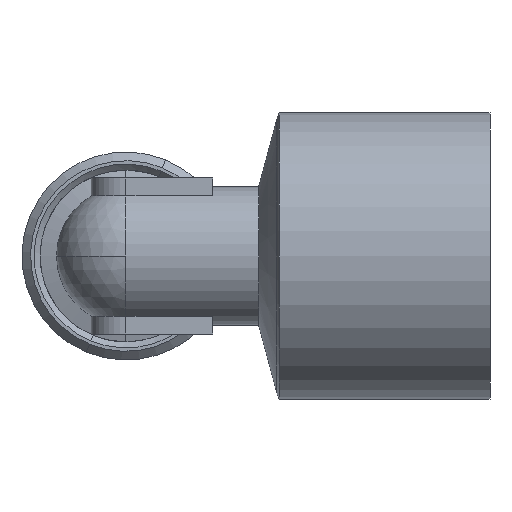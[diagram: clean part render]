
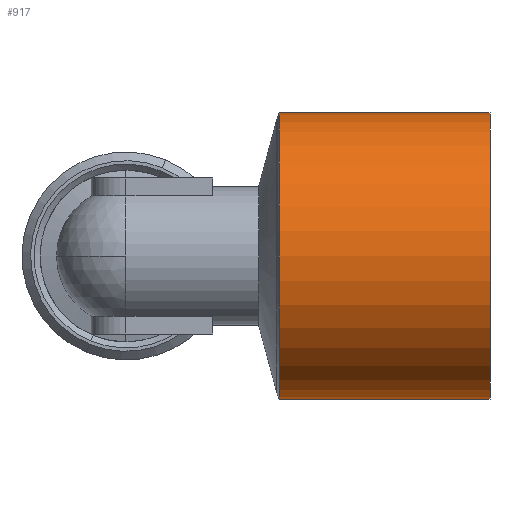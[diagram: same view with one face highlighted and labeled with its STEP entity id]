
A CAD part, left-side view. The second image highlights one B-rep face of the part: STEP entity #917.
In plain terms, the highlighted cylindrical face has radius 8.25 mm (diameter 16.5 mm), a partial arc.
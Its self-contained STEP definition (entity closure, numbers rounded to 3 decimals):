
#29 = CARTESIAN_POINT ( 'NONE',  ( 0., 16.948, -8.25 ) ) ;
#30 = DIRECTION ( 'NONE',  ( 0., 1., 0. ) ) ;
#31 = CARTESIAN_POINT ( 'NONE',  ( 0., 16.948, 8.25 ) ) ;
#34 = DIRECTION ( 'NONE',  ( 0., 1., 0. ) ) ;
#160 = ORIENTED_EDGE ( 'NONE', *, *, #311, .F. ) ;
#161 = ORIENTED_EDGE ( 'NONE', *, *, #1860, .T. ) ;
#162 = ORIENTED_EDGE ( 'NONE', *, *, #313, .T. ) ;
#163 = ORIENTED_EDGE ( 'NONE', *, *, #358, .T. ) ;
#179 = EDGE_LOOP ( 'NONE', ( #160, #161, #162, #163 ) ) ;
#311 = EDGE_CURVE ( 'NONE', #553, #543, #656, .T. ) ;
#313 = EDGE_CURVE ( 'NONE', #545, #542, #661, .T. ) ;
#358 = EDGE_CURVE ( 'NONE', #542, #543, #722, .T. ) ;
#542 = VERTEX_POINT ( 'NONE', #2341 ) ;
#543 = VERTEX_POINT ( 'NONE', #2382 ) ;
#545 = VERTEX_POINT ( 'NONE', #2384 ) ;
#553 = VERTEX_POINT ( 'NONE', #2392 ) ;
#656 = LINE ( 'NONE', #29, #660 ) ;
#660 = VECTOR ( 'NONE', #34, 1000. ) ;
#661 = LINE ( 'NONE', #31, #663 ) ;
#663 = VECTOR ( 'NONE', #30, 1000. ) ;
#722 = CIRCLE ( 'NONE', #1911, 8.25 ) ;
#841 = AXIS2_PLACEMENT_3D ( 'NONE', #1160, #1161, #1162 ) ;
#917 = ADVANCED_FACE ( 'NONE', ( #2030 ), #2038, .T. ) ;
#1160 = CARTESIAN_POINT ( 'NONE',  ( 0., 1., 0. ) ) ;
#1161 = DIRECTION ( 'NONE',  ( 0., 1., 0. ) ) ;
#1162 = DIRECTION ( 'NONE',  ( 0., 0., 1. ) ) ;
#1439 = DIRECTION ( 'NONE',  ( 0., 0., 1. ) ) ;
#1440 = CARTESIAN_POINT ( 'NONE',  ( 0., 16.948, 0. ) ) ;
#1441 = DIRECTION ( 'NONE',  ( 0., 1., 0. ) ) ;
#1747 = AXIS2_PLACEMENT_3D ( 'NONE', #1440, #1441, #1439 ) ;
#1860 = EDGE_CURVE ( 'NONE', #553, #545, #1997, .T. ) ;
#1911 = AXIS2_PLACEMENT_3D ( 'NONE', #2308, #2309, #2310 ) ;
#1997 = CIRCLE ( 'NONE', #841, 8.25 ) ;
#2030 = FACE_OUTER_BOUND ( 'NONE', #179, .T. ) ;
#2038 = CYLINDRICAL_SURFACE ( 'NONE', #1747, 8.25 ) ;
#2308 = CARTESIAN_POINT ( 'NONE',  ( 0., 13.148, 0. ) ) ;
#2309 = DIRECTION ( 'NONE',  ( 0., -1., 0. ) ) ;
#2310 = DIRECTION ( 'NONE',  ( 0., 0., -1. ) ) ;
#2341 = CARTESIAN_POINT ( 'NONE',  ( 0., 13.148, 8.25 ) ) ;
#2382 = CARTESIAN_POINT ( 'NONE',  ( 0., 13.148, -8.25 ) ) ;
#2384 = CARTESIAN_POINT ( 'NONE',  ( 0., 1., 8.25 ) ) ;
#2392 = CARTESIAN_POINT ( 'NONE',  ( 0., 1., -8.25 ) ) ;
